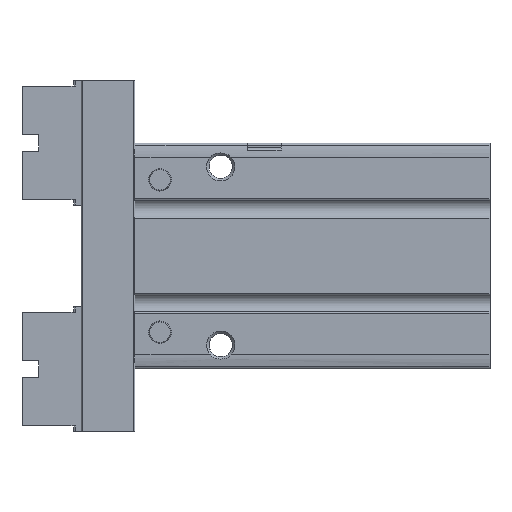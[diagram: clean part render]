
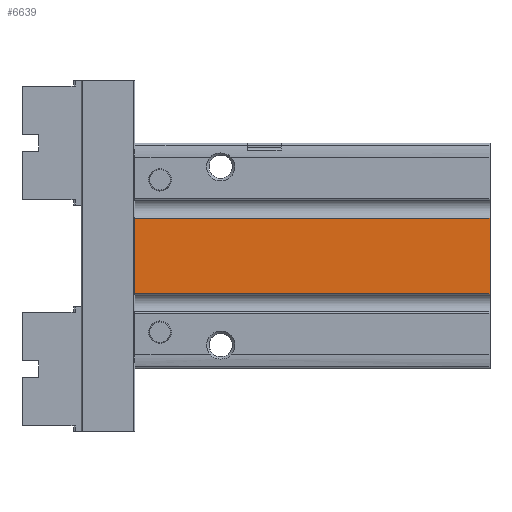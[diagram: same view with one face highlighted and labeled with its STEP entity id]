
A CAD part, left-side view. The second image highlights one B-rep face of the part: STEP entity #6639.
In plain terms, the highlighted face is planar.
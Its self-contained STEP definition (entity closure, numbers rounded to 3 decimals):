
#81=PLANE('',#7163);
#396=LINE('',#10260,#964);
#402=LINE('',#10292,#970);
#404=LINE('',#10298,#972);
#405=LINE('',#10299,#973);
#964=VECTOR('',#8075,1000.);
#970=VECTOR('',#8103,1000.);
#972=VECTOR('',#8109,1000.);
#973=VECTOR('',#8110,1000.);
#1643=ORIENTED_EDGE('',*,*,#3585,.T.);
#1644=ORIENTED_EDGE('',*,*,#3567,.T.);
#1645=ORIENTED_EDGE('',*,*,#3586,.F.);
#1646=ORIENTED_EDGE('',*,*,#3582,.F.);
#3567=EDGE_CURVE('',#4536,#4535,#396,.T.);
#3582=EDGE_CURVE('',#4550,#4551,#402,.T.);
#3585=EDGE_CURVE('',#4550,#4536,#404,.T.);
#3586=EDGE_CURVE('',#4551,#4535,#405,.T.);
#4535=VERTEX_POINT('',#10259);
#4536=VERTEX_POINT('',#10261);
#4550=VERTEX_POINT('',#10291);
#4551=VERTEX_POINT('',#10293);
#5460=EDGE_LOOP('',(#1643,#1644,#1645,#1646));
#5968=FACE_BOUND('',#5460,.T.);
#6639=ADVANCED_FACE('',(#5968),#81,.F.);
#7163=AXIS2_PLACEMENT_3D('',#10297,#8107,#8108);
#8075=DIRECTION('',(1.,0.,0.));
#8103=DIRECTION('',(1.,0.,0.));
#8107=DIRECTION('',(0.,0.,-1.));
#8108=DIRECTION('',(-1.,0.,0.));
#8109=DIRECTION('',(0.,-1.,0.));
#8110=DIRECTION('',(0.,-1.,0.));
#10259=CARTESIAN_POINT('',(6.7,0.,13.));
#10260=CARTESIAN_POINT('',(-17.5,0.,13.));
#10261=CARTESIAN_POINT('',(-6.7,0.,13.));
#10291=CARTESIAN_POINT('',(-6.7,62.9,13.));
#10292=CARTESIAN_POINT('',(-17.5,62.9,13.));
#10293=CARTESIAN_POINT('',(6.7,62.9,13.));
#10297=CARTESIAN_POINT('',(-17.5,62.9,13.));
#10298=CARTESIAN_POINT('',(-6.7,62.9,13.));
#10299=CARTESIAN_POINT('',(6.7,62.9,13.));
